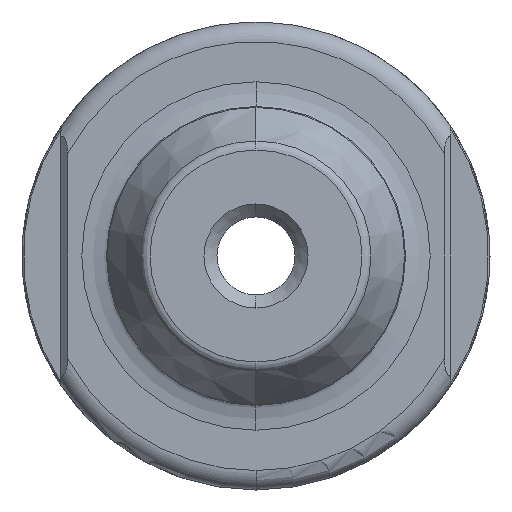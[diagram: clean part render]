
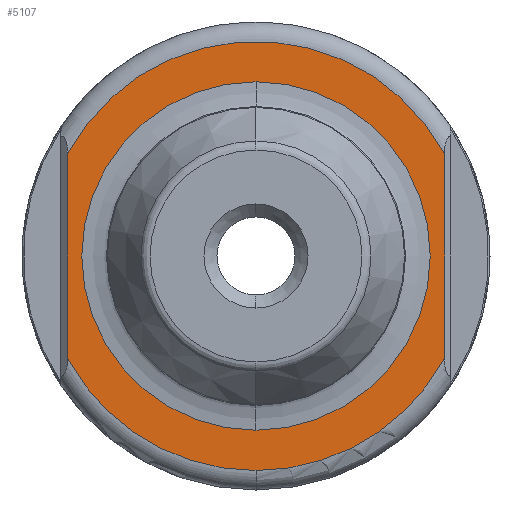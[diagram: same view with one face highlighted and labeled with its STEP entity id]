
A CAD part, left-side view. The second image highlights one B-rep face of the part: STEP entity #5107.
In plain terms, the highlighted planar face has unit normal (-1, 0, 0).
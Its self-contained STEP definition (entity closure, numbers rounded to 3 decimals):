
#125 = FACE_OUTER_BOUND ( 'NONE', #5423, .T. ) ;
#639 = ORIENTED_EDGE ( 'NONE', *, *, #1100, .T. ) ;
#754 = VERTEX_POINT ( 'NONE', #6180 ) ;
#936 = ORIENTED_EDGE ( 'NONE', *, *, #6485, .T. ) ;
#969 = CARTESIAN_POINT ( 'NONE',  ( 35., 0., -13.4 ) ) ;
#1100 = EDGE_CURVE ( 'NONE', #7508, #754, #2373, .T. ) ;
#1204 = ORIENTED_EDGE ( 'NONE', *, *, #7462, .T. ) ;
#1208 = DIRECTION ( 'NONE',  ( 0., 0., -1. ) ) ;
#1218 = AXIS2_PLACEMENT_3D ( 'NONE', #6531, #7293, #3592 ) ;
#1290 = LINE ( 'NONE', #5555, #2983 ) ;
#1361 = CARTESIAN_POINT ( 'NONE',  ( 35., 0., 0. ) ) ;
#1731 = PLANE ( 'NONE',  #1218 ) ;
#1758 = CARTESIAN_POINT ( 'NONE',  ( 35., 0., 0. ) ) ;
#1791 = FACE_BOUND ( 'NONE', #5413, .T. ) ;
#1994 = DIRECTION ( 'NONE',  ( 0., 0., 1. ) ) ;
#2105 = VERTEX_POINT ( 'NONE', #3015 ) ;
#2170 = CARTESIAN_POINT ( 'NONE',  ( 35., -14.5, 7.874 ) ) ;
#2195 = CARTESIAN_POINT ( 'NONE',  ( 35., 0., 13.4 ) ) ;
#2373 = CIRCLE ( 'NONE', #3952, 16.5 ) ;
#2395 = DIRECTION ( 'NONE',  ( 0., 0., -1. ) ) ;
#2484 = CIRCLE ( 'NONE', #5495, 16.5 ) ;
#2744 = VERTEX_POINT ( 'NONE', #969 ) ;
#2805 = DIRECTION ( 'NONE',  ( -1., 0., 0. ) ) ;
#2817 = ORIENTED_EDGE ( 'NONE', *, *, #6316, .T. ) ;
#2873 = CARTESIAN_POINT ( 'NONE',  ( 35., 0., -16.5 ) ) ;
#2983 = VECTOR ( 'NONE', #1208, 1000. ) ;
#3015 = CARTESIAN_POINT ( 'NONE',  ( 35., 14.5, -7.874 ) ) ;
#3025 = AXIS2_PLACEMENT_3D ( 'NONE', #1758, #6087, #2395 ) ;
#3242 = CARTESIAN_POINT ( 'NONE',  ( 35., 0., 0. ) ) ;
#3320 = CIRCLE ( 'NONE', #3025, 16.5 ) ;
#3538 = EDGE_CURVE ( 'NONE', #2744, #6711, #7999, .T. ) ;
#3592 = DIRECTION ( 'NONE',  ( 0., 0., -1. ) ) ;
#3599 = CARTESIAN_POINT ( 'NONE',  ( 35., 0., 0. ) ) ;
#3626 = VECTOR ( 'NONE', #5290, 1000. ) ;
#3645 = DIRECTION ( 'NONE',  ( -1., 0., 0. ) ) ;
#3668 = DIRECTION ( 'NONE',  ( 0., 0., -1. ) ) ;
#3706 = AXIS2_PLACEMENT_3D ( 'NONE', #3242, #7551, #3855 ) ;
#3855 = DIRECTION ( 'NONE',  ( 0., 0., 1. ) ) ;
#3927 = AXIS2_PLACEMENT_3D ( 'NONE', #1361, #5706, #1994 ) ;
#3952 = AXIS2_PLACEMENT_3D ( 'NONE', #3599, #3645, #3668 ) ;
#4275 = CARTESIAN_POINT ( 'NONE',  ( 35., -14.5, -18. ) ) ;
#4310 = CIRCLE ( 'NONE', #3927, 13.4 ) ;
#4382 = ORIENTED_EDGE ( 'NONE', *, *, #4977, .T. ) ;
#4452 = VERTEX_POINT ( 'NONE', #2873 ) ;
#4617 = ORIENTED_EDGE ( 'NONE', *, *, #3538, .F. ) ;
#4907 = CARTESIAN_POINT ( 'NONE',  ( 35., -14.5, -7.874 ) ) ;
#4977 = EDGE_CURVE ( 'NONE', #5301, #7508, #5261, .T. ) ;
#5107 = ADVANCED_FACE ( 'NONE', ( #125, #1791 ), #1731, .F. ) ;
#5261 = LINE ( 'NONE', #4275, #3626 ) ;
#5290 = DIRECTION ( 'NONE',  ( 0., 0., 1. ) ) ;
#5301 = VERTEX_POINT ( 'NONE', #4907 ) ;
#5413 = EDGE_LOOP ( 'NONE', ( #5687, #4617 ) ) ;
#5423 = EDGE_LOOP ( 'NONE', ( #2817, #1204, #4382, #639, #936 ) ) ;
#5495 = AXIS2_PLACEMENT_3D ( 'NONE', #6494, #2805, #7106 ) ;
#5555 = CARTESIAN_POINT ( 'NONE',  ( 35., 14.5, -18. ) ) ;
#5687 = ORIENTED_EDGE ( 'NONE', *, *, #7263, .F. ) ;
#5706 = DIRECTION ( 'NONE',  ( -1., 0., 0. ) ) ;
#6087 = DIRECTION ( 'NONE',  ( -1., 0., 0. ) ) ;
#6180 = CARTESIAN_POINT ( 'NONE',  ( 35., 14.5, 7.874 ) ) ;
#6316 = EDGE_CURVE ( 'NONE', #2105, #4452, #3320, .T. ) ;
#6485 = EDGE_CURVE ( 'NONE', #754, #2105, #1290, .T. ) ;
#6494 = CARTESIAN_POINT ( 'NONE',  ( 35., 0., 0. ) ) ;
#6531 = CARTESIAN_POINT ( 'NONE',  ( 35., 0., -18. ) ) ;
#6711 = VERTEX_POINT ( 'NONE', #2195 ) ;
#7106 = DIRECTION ( 'NONE',  ( 0., 0., -1. ) ) ;
#7263 = EDGE_CURVE ( 'NONE', #6711, #2744, #4310, .T. ) ;
#7293 = DIRECTION ( 'NONE',  ( 1., 0., 0. ) ) ;
#7462 = EDGE_CURVE ( 'NONE', #4452, #5301, #2484, .T. ) ;
#7508 = VERTEX_POINT ( 'NONE', #2170 ) ;
#7551 = DIRECTION ( 'NONE',  ( -1., 0., 0. ) ) ;
#7999 = CIRCLE ( 'NONE', #3706, 13.4 ) ;
